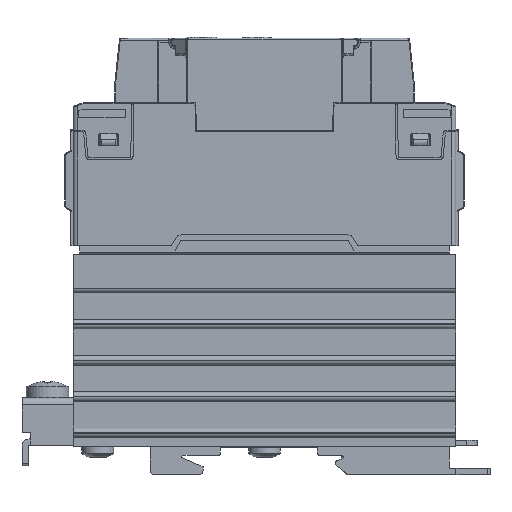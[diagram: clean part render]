
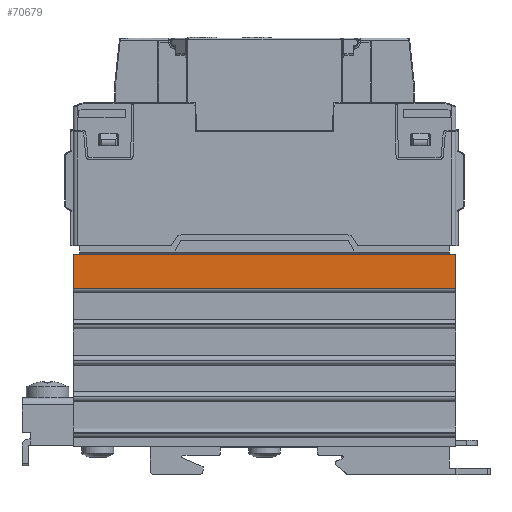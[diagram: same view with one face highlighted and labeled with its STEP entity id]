
A CAD part, left-side view. The second image highlights one B-rep face of the part: STEP entity #70679.
In plain terms, the highlighted planar face has unit normal (-1, 0, 0).
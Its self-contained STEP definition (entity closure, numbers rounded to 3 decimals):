
#64781=CARTESIAN_POINT('',(-17.7,-45.,0.24));
#64782=VERTEX_POINT('',#64781);
#64797=CARTESIAN_POINT('',(-17.7,45.,0.24));
#64798=VERTEX_POINT('',#64797);
#64805=CARTESIAN_POINT('',(-17.7,-45.,0.24));
#64806=DIRECTION('',(0.0,1.0,0.0));
#64807=VECTOR('',#64806,90.0);
#64808=LINE('',#64805,#64807);
#64809=EDGE_CURVE('',#64782,#64798,#64808,.T.);
#68361=CARTESIAN_POINT('',(-17.7,45.,-7.76));
#68362=VERTEX_POINT('',#68361);
#68370=CARTESIAN_POINT('',(-17.7,45.,0.24));
#68371=DIRECTION('',(0.0,0.0,-1.0));
#68372=VECTOR('',#68371,8.0);
#68373=LINE('',#68370,#68372);
#68374=EDGE_CURVE('',#64798,#68362,#68373,.T.);
#68862=CARTESIAN_POINT('',(-17.7,-45.,-7.76));
#68863=VERTEX_POINT('',#68862);
#68864=CARTESIAN_POINT('',(-17.7,-45.,0.24));
#68865=DIRECTION('',(0.0,0.0,-1.0));
#68866=VECTOR('',#68865,8.0);
#68867=LINE('',#68864,#68866);
#68868=EDGE_CURVE('',#64782,#68863,#68867,.T.);
#70663=CARTESIAN_POINT('',(-17.7,-45.,0.24));
#70664=DIRECTION('',(-1.0,0.0,0.0));
#70665=DIRECTION('',(0.0,-1.0,0.0));
#70666=AXIS2_PLACEMENT_3D('',#70663,#70664,#70665);
#70667=PLANE('',#70666);
#70668=ORIENTED_EDGE('',*,*,#68868,.F.);
#70669=ORIENTED_EDGE('',*,*,#64809,.T.);
#70670=ORIENTED_EDGE('',*,*,#68374,.T.);
#70671=CARTESIAN_POINT('',(-17.7,-45.,-7.76));
#70672=DIRECTION('',(0.0,1.0,0.0));
#70673=VECTOR('',#70672,90.0);
#70674=LINE('',#70671,#70673);
#70675=EDGE_CURVE('',#68863,#68362,#70674,.T.);
#70676=ORIENTED_EDGE('',*,*,#70675,.F.);
#70677=EDGE_LOOP('',(#70668,#70669,#70670,#70676));
#70678=FACE_OUTER_BOUND('',#70677,.T.);
#70679=ADVANCED_FACE('',(#70678),#70667,.T.);
